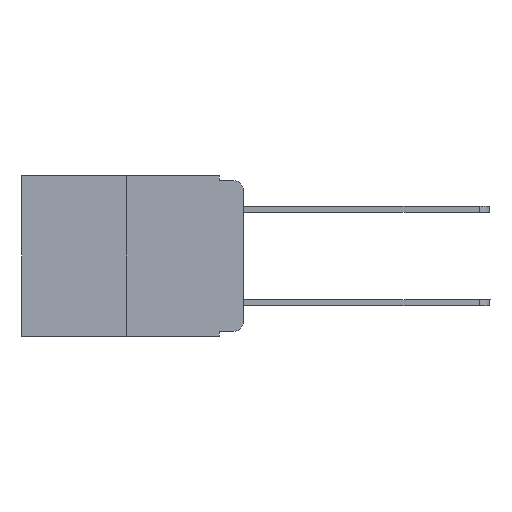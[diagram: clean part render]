
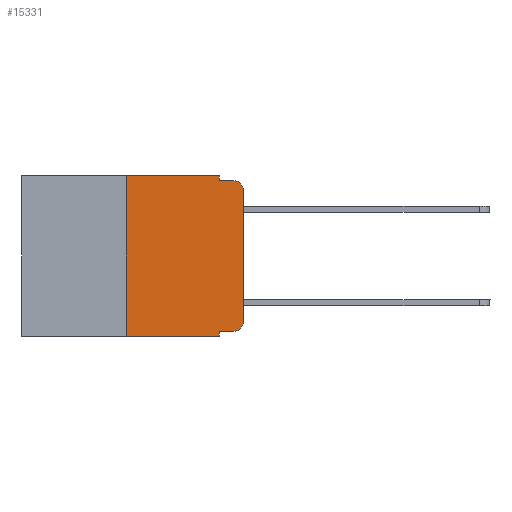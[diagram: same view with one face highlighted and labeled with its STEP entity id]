
A CAD part, left-side view. The second image highlights one B-rep face of the part: STEP entity #15331.
In plain terms, the highlighted planar face has unit normal (-1, 0, 0).
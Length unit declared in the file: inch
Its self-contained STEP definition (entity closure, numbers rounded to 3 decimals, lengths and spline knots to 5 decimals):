
#120 = VECTOR ( 'NONE', #12050, 39.37008 ) ;
#342 = ORIENTED_EDGE ( 'NONE', *, *, #12267, .F. ) ;
#354 = DIRECTION ( 'NONE',  ( 0., 0., -1. ) ) ;
#746 = VECTOR ( 'NONE', #4271, 39.37008 ) ;
#948 = EDGE_CURVE ( 'NONE', #5372, #4178, #6215, .T. ) ;
#1278 = LINE ( 'NONE', #8753, #13649 ) ;
#1587 = DIRECTION ( 'NONE',  ( 0., -1., 0. ) ) ;
#1707 = DIRECTION ( 'NONE',  ( 1., 0., 0. ) ) ;
#1809 = CARTESIAN_POINT ( 'NONE',  ( 0., 0.473, 0. ) ) ;
#2013 = DIRECTION ( 'NONE',  ( 0., -1., 0. ) ) ;
#2394 = CARTESIAN_POINT ( 'NONE',  ( 0., 0.051, -0.01 ) ) ;
#2443 = CARTESIAN_POINT ( 'NONE',  ( 0., 0.051, 0. ) ) ;
#2938 = DIRECTION ( 'NONE',  ( -1., 0., 0. ) ) ;
#2975 = VERTEX_POINT ( 'NONE', #8166 ) ;
#3100 = VECTOR ( 'NONE', #13055, 39.37008 ) ;
#3910 = CIRCLE ( 'NONE', #6921, 0.02 ) ;
#4006 = ORIENTED_EDGE ( 'NONE', *, *, #10485, .T. ) ;
#4178 = VERTEX_POINT ( 'NONE', #14753 ) ;
#4261 = EDGE_CURVE ( 'NONE', #2975, #6779, #15403, .T. ) ;
#4271 = DIRECTION ( 'NONE',  ( 0., 0., 1. ) ) ;
#4765 = LINE ( 'NONE', #2394, #3100 ) ;
#5291 = CARTESIAN_POINT ( 'NONE',  ( 0., 0.02, -0.03 ) ) ;
#5333 = PLANE ( 'NONE',  #9587 ) ;
#5372 = VERTEX_POINT ( 'NONE', #8222 ) ;
#5411 = VERTEX_POINT ( 'NONE', #15265 ) ;
#5510 = AXIS2_PLACEMENT_3D ( 'NONE', #5291, #6313, #354 ) ;
#5661 = EDGE_CURVE ( 'NONE', #5411, #12132, #13470, .T. ) ;
#5955 = ORIENTED_EDGE ( 'NONE', *, *, #11094, .F. ) ;
#6215 = LINE ( 'NONE', #14088, #12248 ) ;
#6313 = DIRECTION ( 'NONE',  ( -1., 0., 0. ) ) ;
#6479 = ORIENTED_EDGE ( 'NONE', *, *, #948, .T. ) ;
#6512 = DIRECTION ( 'NONE',  ( 0., 0., 1. ) ) ;
#6604 = ORIENTED_EDGE ( 'NONE', *, *, #5661, .F. ) ;
#6779 = VERTEX_POINT ( 'NONE', #6855 ) ;
#6853 = ORIENTED_EDGE ( 'NONE', *, *, #12347, .F. ) ;
#6855 = CARTESIAN_POINT ( 'NONE',  ( 0., 0.25, 0. ) ) ;
#6878 = CARTESIAN_POINT ( 'NONE',  ( 0., 0.02, -0.01 ) ) ;
#6921 = AXIS2_PLACEMENT_3D ( 'NONE', #8856, #2938, #12504 ) ;
#6992 = EDGE_CURVE ( 'NONE', #2975, #10046, #12290, .T. ) ;
#7314 = FACE_OUTER_BOUND ( 'NONE', #12306, .T. ) ;
#7654 = DIRECTION ( 'NONE',  ( 0., 0., -1. ) ) ;
#8166 = CARTESIAN_POINT ( 'NONE',  ( 0., 0.25, -0.343 ) ) ;
#8222 = CARTESIAN_POINT ( 'NONE',  ( 0., 0.051, -0.333 ) ) ;
#8325 = VERTEX_POINT ( 'NONE', #6878 ) ;
#8359 = CARTESIAN_POINT ( 'NONE',  ( 0., 0.051, -0.01 ) ) ;
#8603 = ORIENTED_EDGE ( 'NONE', *, *, #9295, .T. ) ;
#8753 = CARTESIAN_POINT ( 'NONE',  ( 0., 0.473, 0. ) ) ;
#8776 = CARTESIAN_POINT ( 'NONE',  ( 0., 0., 0. ) ) ;
#8856 = CARTESIAN_POINT ( 'NONE',  ( 0., 0.02, -0.313 ) ) ;
#8944 = CIRCLE ( 'NONE', #5510, 0.02 ) ;
#9190 = DIRECTION ( 'NONE',  ( 0., 0., -1. ) ) ;
#9295 = EDGE_CURVE ( 'NONE', #4178, #13881, #3910, .T. ) ;
#9587 = AXIS2_PLACEMENT_3D ( 'NONE', #1809, #1707, #7654 ) ;
#9803 = CARTESIAN_POINT ( 'NONE',  ( 0., 0.473, -0.343 ) ) ;
#9855 = LINE ( 'NONE', #2443, #120 ) ;
#9880 = ORIENTED_EDGE ( 'NONE', *, *, #12517, .T. ) ;
#10046 = VERTEX_POINT ( 'NONE', #12689 ) ;
#10232 = VECTOR ( 'NONE', #9190, 39.37008 ) ;
#10238 = CARTESIAN_POINT ( 'NONE',  ( 0., 0., -0.313 ) ) ;
#10339 = CARTESIAN_POINT ( 'NONE',  ( 0., 0.051, 0. ) ) ;
#10485 = EDGE_CURVE ( 'NONE', #13660, #8325, #8944, .T. ) ;
#11094 = EDGE_CURVE ( 'NONE', #6779, #5411, #1278, .T. ) ;
#11142 = VECTOR ( 'NONE', #14670, 39.37008 ) ;
#11730 = VECTOR ( 'NONE', #6512, 39.37008 ) ;
#12050 = DIRECTION ( 'NONE',  ( 0., 0., -1. ) ) ;
#12132 = VERTEX_POINT ( 'NONE', #8359 ) ;
#12248 = VECTOR ( 'NONE', #2013, 39.37008 ) ;
#12267 = EDGE_CURVE ( 'NONE', #12132, #8325, #4765, .T. ) ;
#12290 = LINE ( 'NONE', #9803, #11142 ) ;
#12306 = EDGE_LOOP ( 'NONE', ( #9880, #4006, #342, #6604, #5955, #15269, #15517, #6853, #6479, #8603 ) ) ;
#12347 = EDGE_CURVE ( 'NONE', #5372, #10046, #9855, .T. ) ;
#12504 = DIRECTION ( 'NONE',  ( 0., 0., -1. ) ) ;
#12517 = EDGE_CURVE ( 'NONE', #13881, #13660, #13433, .T. ) ;
#12689 = CARTESIAN_POINT ( 'NONE',  ( 0., 0.051, -0.343 ) ) ;
#13055 = DIRECTION ( 'NONE',  ( 0., -1., 0. ) ) ;
#13126 = CARTESIAN_POINT ( 'NONE',  ( 0., 0., -0.03 ) ) ;
#13433 = LINE ( 'NONE', #8776, #11730 ) ;
#13470 = LINE ( 'NONE', #10339, #10232 ) ;
#13649 = VECTOR ( 'NONE', #1587, 39.37008 ) ;
#13660 = VERTEX_POINT ( 'NONE', #13126 ) ;
#13881 = VERTEX_POINT ( 'NONE', #10238 ) ;
#13933 = CARTESIAN_POINT ( 'NONE',  ( 0., 0.25, 0. ) ) ;
#14088 = CARTESIAN_POINT ( 'NONE',  ( 0., 0.051, -0.333 ) ) ;
#14670 = DIRECTION ( 'NONE',  ( 0., -1., 0. ) ) ;
#14753 = CARTESIAN_POINT ( 'NONE',  ( 0., 0.02, -0.333 ) ) ;
#15265 = CARTESIAN_POINT ( 'NONE',  ( 0., 0.051, 0. ) ) ;
#15269 = ORIENTED_EDGE ( 'NONE', *, *, #4261, .F. ) ;
#15331 = ADVANCED_FACE ( 'NONE', ( #7314 ), #5333, .F. ) ;
#15403 = LINE ( 'NONE', #13933, #746 ) ;
#15517 = ORIENTED_EDGE ( 'NONE', *, *, #6992, .T. ) ;
